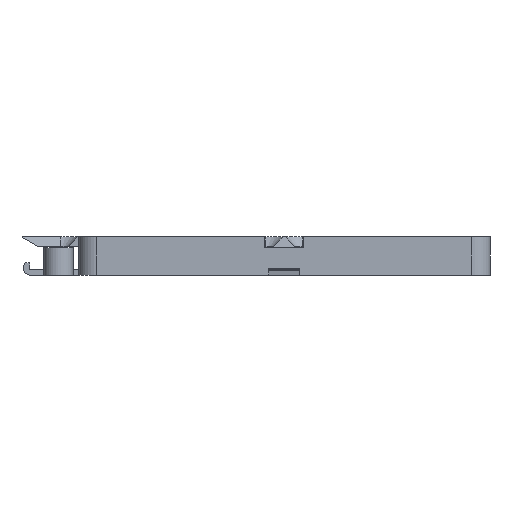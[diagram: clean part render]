
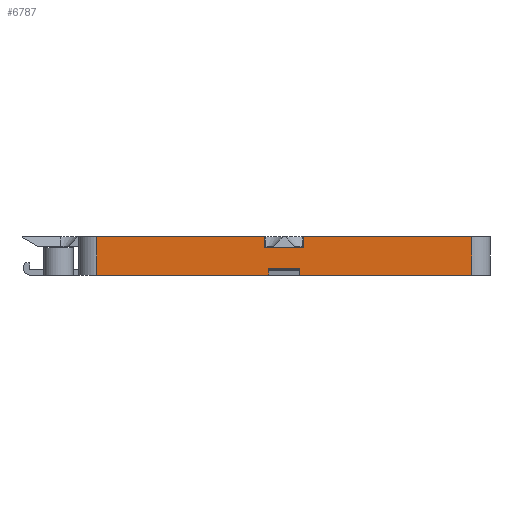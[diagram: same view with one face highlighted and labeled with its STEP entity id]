
A CAD part, left-side view. The second image highlights one B-rep face of the part: STEP entity #6787.
In plain terms, the highlighted planar face has unit normal (-1, 0, 0).
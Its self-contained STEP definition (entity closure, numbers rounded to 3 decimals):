
#194=PLANE('',#7267);
#506=FACE_OUTER_BOUND('',#885,.T.);
#885=EDGE_LOOP('',(#5294,#5295,#5296,#5297,#5298,#5299,#5300,#5301,#5302,
#5303,#5304,#5305));
#1151=LINE('',#9638,#1929);
#1429=LINE('',#10382,#2207);
#1481=LINE('',#10495,#2259);
#1482=LINE('',#10497,#2260);
#1483=LINE('',#10499,#2261);
#1484=LINE('',#10501,#2262);
#1485=LINE('',#10503,#2263);
#1486=LINE('',#10504,#2264);
#1487=LINE('',#10506,#2265);
#1488=LINE('',#10508,#2266);
#1489=LINE('',#10510,#2267);
#1490=LINE('',#10511,#2268);
#1929=VECTOR('',#7659,10.);
#2207=VECTOR('',#8365,10.);
#2259=VECTOR('',#8459,10.);
#2260=VECTOR('',#8460,10.);
#2261=VECTOR('',#8461,10.);
#2262=VECTOR('',#8462,10.);
#2263=VECTOR('',#8463,10.);
#2264=VECTOR('',#8464,10.);
#2265=VECTOR('',#8465,10.);
#2266=VECTOR('',#8466,10.);
#2267=VECTOR('',#8467,10.);
#2268=VECTOR('',#8468,10.);
#2932=VERTEX_POINT('',#9631);
#2935=VERTEX_POINT('',#9636);
#3186=VERTEX_POINT('',#10380);
#3187=VERTEX_POINT('',#10381);
#3227=VERTEX_POINT('',#10494);
#3228=VERTEX_POINT('',#10496);
#3229=VERTEX_POINT('',#10498);
#3230=VERTEX_POINT('',#10500);
#3231=VERTEX_POINT('',#10502);
#3232=VERTEX_POINT('',#10505);
#3233=VERTEX_POINT('',#10507);
#3234=VERTEX_POINT('',#10509);
#3579=EDGE_CURVE('',#2935,#2932,#1151,.T.);
#3945=EDGE_CURVE('',#3186,#3187,#1429,.T.);
#4002=EDGE_CURVE('',#3227,#2935,#1481,.T.);
#4003=EDGE_CURVE('',#3227,#3228,#1482,.T.);
#4004=EDGE_CURVE('',#3228,#3229,#1483,.T.);
#4005=EDGE_CURVE('',#3229,#3230,#1484,.T.);
#4006=EDGE_CURVE('',#3231,#3230,#1485,.T.);
#4007=EDGE_CURVE('',#3231,#3186,#1486,.T.);
#4008=EDGE_CURVE('',#3187,#3232,#1487,.T.);
#4009=EDGE_CURVE('',#3232,#3233,#1488,.F.);
#4010=EDGE_CURVE('',#3233,#3234,#1489,.F.);
#4011=EDGE_CURVE('',#3234,#2932,#1490,.T.);
#5294=ORIENTED_EDGE('',*,*,#4002,.F.);
#5295=ORIENTED_EDGE('',*,*,#4003,.T.);
#5296=ORIENTED_EDGE('',*,*,#4004,.T.);
#5297=ORIENTED_EDGE('',*,*,#4005,.T.);
#5298=ORIENTED_EDGE('',*,*,#4006,.F.);
#5299=ORIENTED_EDGE('',*,*,#4007,.T.);
#5300=ORIENTED_EDGE('',*,*,#3945,.T.);
#5301=ORIENTED_EDGE('',*,*,#4008,.T.);
#5302=ORIENTED_EDGE('',*,*,#4009,.T.);
#5303=ORIENTED_EDGE('',*,*,#4010,.T.);
#5304=ORIENTED_EDGE('',*,*,#4011,.T.);
#5305=ORIENTED_EDGE('',*,*,#3579,.F.);
#6787=ADVANCED_FACE('',(#506),#194,.T.);
#7267=AXIS2_PLACEMENT_3D('',#10493,#8457,#8458);
#7659=DIRECTION('',(0.,0.,1.));
#8365=DIRECTION('',(0.,1.,0.));
#8457=DIRECTION('center_axis',(-1.,0.,0.));
#8458=DIRECTION('ref_axis',(0.,-1.,0.));
#8459=DIRECTION('',(0.,1.,0.));
#8460=DIRECTION('',(0.,0.,1.));
#8461=DIRECTION('',(0.,-1.,0.));
#8462=DIRECTION('',(0.,0.,-1.));
#8463=DIRECTION('',(0.,1.,0.));
#8464=DIRECTION('',(0.,0.,1.));
#8465=DIRECTION('',(0.,0.,-1.));
#8466=DIRECTION('',(0.,-1.,0.));
#8467=DIRECTION('',(0.,0.,-1.));
#8468=DIRECTION('',(0.,1.,0.));
#9631=CARTESIAN_POINT('',(-35.572,82.15,4.629));
#9636=CARTESIAN_POINT('',(-35.572,82.15,-3.171));
#9638=CARTESIAN_POINT('',(-35.572,82.15,4.875));
#10380=CARTESIAN_POINT('',(-35.572,5.65,4.629));
#10381=CARTESIAN_POINT('',(-35.572,39.9,4.629));
#10382=CARTESIAN_POINT('',(-35.572,85.9,4.629));
#10493=CARTESIAN_POINT('Origin',(-35.572,169.9,0.229));
#10494=CARTESIAN_POINT('',(-35.572,47.1,-3.171));
#10495=CARTESIAN_POINT('',(-35.572,127.9,-3.171));
#10496=CARTESIAN_POINT('',(-35.572,47.1,-1.821));
#10497=CARTESIAN_POINT('',(-35.572,47.1,-1.471));
#10498=CARTESIAN_POINT('',(-35.572,40.7,-1.821));
#10499=CARTESIAN_POINT('',(-35.572,85.9,-1.821));
#10500=CARTESIAN_POINT('',(-35.572,40.7,-3.171));
#10501=CARTESIAN_POINT('',(-35.572,40.7,-1.471));
#10502=CARTESIAN_POINT('',(-35.572,5.65,-3.171));
#10503=CARTESIAN_POINT('',(-35.572,169.9,-3.171));
#10504=CARTESIAN_POINT('',(-35.572,5.65,4.875));
#10505=CARTESIAN_POINT('',(-35.572,39.9,2.379));
#10506=CARTESIAN_POINT('',(-35.572,39.9,1.477));
#10507=CARTESIAN_POINT('',(-35.572,47.9,2.379));
#10508=CARTESIAN_POINT('',(-35.572,106.9,2.379));
#10509=CARTESIAN_POINT('',(-35.572,47.9,4.629));
#10510=CARTESIAN_POINT('',(-35.572,47.9,1.477));
#10511=CARTESIAN_POINT('',(-35.572,43.9,4.629));
